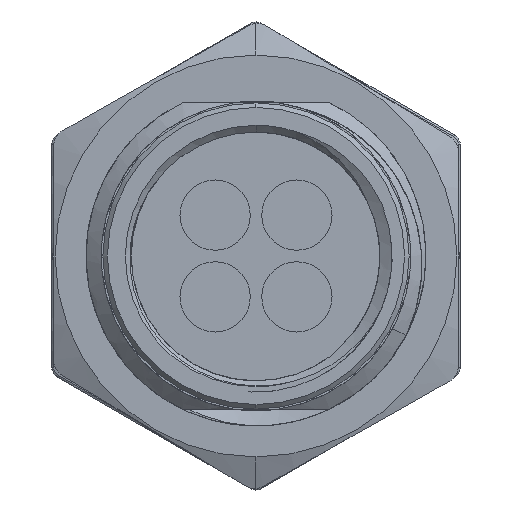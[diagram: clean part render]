
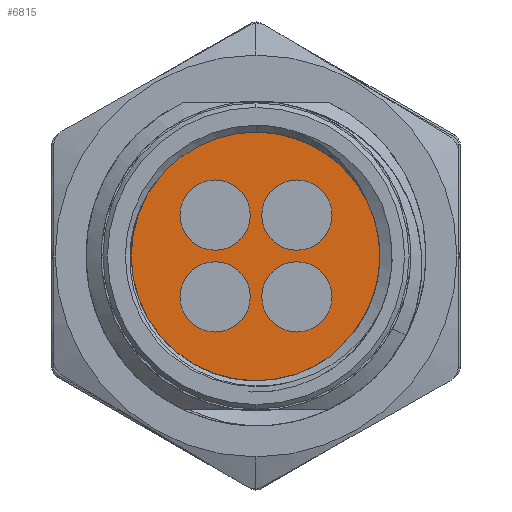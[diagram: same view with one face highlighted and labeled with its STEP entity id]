
A CAD part, left-side view. The second image highlights one B-rep face of the part: STEP entity #6815.
In plain terms, the highlighted planar face has unit normal (-1, 0, 0).
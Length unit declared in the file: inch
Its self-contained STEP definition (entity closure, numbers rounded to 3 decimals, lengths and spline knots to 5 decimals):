
#5 = CARTESIAN_POINT ( 'NONE',  ( -0.76772, -0.12857, 0.17424 ) ) ;
#174 = EDGE_LOOP ( 'NONE', ( #31942, #35754 ) ) ;
#332 = CARTESIAN_POINT ( 'NONE',  ( -0.76772, 0.07099, 0.07099 ) ) ;
#464 = CARTESIAN_POINT ( 'NONE',  ( -0.76772, 0.07099, 0.00997 ) ) ;
#498 = DIRECTION ( 'NONE',  ( 0., 0., 1. ) ) ;
#1507 = DIRECTION ( 'NONE',  ( 0., 0., 1. ) ) ;
#1600 = VERTEX_POINT ( 'NONE', #25483 ) ;
#1950 = CARTESIAN_POINT ( 'NONE',  ( -0.76772, -0.07099, -0.07099 ) ) ;
#2832 = ORIENTED_EDGE ( 'NONE', *, *, #5520, .T. ) ;
#2844 = B_SPLINE_CURVE_WITH_KNOTS ( 'NONE', 3,
 ( #13577, #27572, #34910, #5 ),
 .UNSPECIFIED., .F., .F.,
 ( 4, 4 ),
 ( 0., 0.0008 ),
 .UNSPECIFIED. ) ;
#2988 = ORIENTED_EDGE ( 'NONE', *, *, #3352, .T. ) ;
#3084 = DIRECTION ( 'NONE',  ( 0., 0., 1. ) ) ;
#3175 = EDGE_CURVE ( 'NONE', #20522, #8687, #36997, .T. ) ;
#3352 = EDGE_CURVE ( 'NONE', #27189, #35934, #42194, .T. ) ;
#3366 = VERTEX_POINT ( 'NONE', #14071 ) ;
#3465 = DIRECTION ( 'NONE',  ( -1., 0., 0. ) ) ;
#3772 = CARTESIAN_POINT ( 'NONE',  ( -0.76772, 0.07099, 0.07099 ) ) ;
#4157 = DIRECTION ( 'NONE',  ( -1., 0., 0. ) ) ;
#4585 = AXIS2_PLACEMENT_3D ( 'NONE', #18397, #29639, #15847 ) ;
#5379 = FACE_BOUND ( 'NONE', #30928, .T. ) ;
#5447 = CARTESIAN_POINT ( 'NONE',  ( -0.76772, 0., 0. ) ) ;
#5520 = EDGE_CURVE ( 'NONE', #35934, #26990, #11158, .T. ) ;
#5968 = CARTESIAN_POINT ( 'NONE',  ( -0.76772, -0.12857, -0.17424 ) ) ;
#6815 = ADVANCED_FACE ( 'NONE', ( #42735, #40349, #5379, #12099, #22667 ), #33429, .T. ) ;
#6862 = CARTESIAN_POINT ( 'NONE',  ( -0.76772, -0.12857, 0.17424 ) ) ;
#7141 = DIRECTION ( 'NONE',  ( 0., 0., 1. ) ) ;
#8412 = DIRECTION ( 'NONE',  ( 0., 0., 1. ) ) ;
#8687 = VERTEX_POINT ( 'NONE', #22889 ) ;
#9288 = CIRCLE ( 'NONE', #26873, 0.21654 ) ;
#9309 = DIRECTION ( 'NONE',  ( 1., 0., 0. ) ) ;
#9570 = CARTESIAN_POINT ( 'NONE',  ( -0.76772, -0.14425, -0.16043 ) ) ;
#9712 = ORIENTED_EDGE ( 'NONE', *, *, #26512, .T. ) ;
#10605 = CARTESIAN_POINT ( 'NONE',  ( -0.76772, 0., 0. ) ) ;
#11100 = EDGE_CURVE ( 'NONE', #3366, #18639, #34488, .T. ) ;
#11158 = B_SPLINE_CURVE_WITH_KNOTS ( 'NONE', 3,
 ( #37782, #38009, #9570, #34568 ),
 .UNSPECIFIED., .F., .F.,
 ( 4, 4 ),
 ( 0., 0.0008 ),
 .UNSPECIFIED. ) ;
#11866 = CARTESIAN_POINT ( 'NONE',  ( -0.76772, 0.07099, -0.00997 ) ) ;
#11939 = DIRECTION ( 'NONE',  ( -1., 0., 0. ) ) ;
#12099 = FACE_BOUND ( 'NONE', #174, .T. ) ;
#12402 = EDGE_CURVE ( 'NONE', #25289, #31189, #20585, .T. ) ;
#12525 = DIRECTION ( 'NONE',  ( 0., 0., 1. ) ) ;
#13511 = CIRCLE ( 'NONE', #21683, 0.06102 ) ;
#13577 = CARTESIAN_POINT ( 'NONE',  ( -0.76772, -0.1513, 0.1527 ) ) ;
#13770 = CIRCLE ( 'NONE', #16717, 0.21496 ) ;
#14071 = CARTESIAN_POINT ( 'NONE',  ( -0.76772, 0.07099, 0.13201 ) ) ;
#14364 = DIRECTION ( 'NONE',  ( 1., 0., 0. ) ) ;
#15012 = VERTEX_POINT ( 'NONE', #21479 ) ;
#15847 = DIRECTION ( 'NONE',  ( 0., 0., 1. ) ) ;
#15982 = DIRECTION ( 'NONE',  ( 0., 0., 1. ) ) ;
#16198 = EDGE_LOOP ( 'NONE', ( #17432, #42066 ) ) ;
#16717 = AXIS2_PLACEMENT_3D ( 'NONE', #10605, #4157, #7141 ) ;
#17432 = ORIENTED_EDGE ( 'NONE', *, *, #24998, .T. ) ;
#17779 = DIRECTION ( 'NONE',  ( 0., 0., 1. ) ) ;
#17806 = EDGE_CURVE ( 'NONE', #18639, #3366, #13511, .T. ) ;
#17995 = AXIS2_PLACEMENT_3D ( 'NONE', #34959, #3465, #498 ) ;
#18144 = CARTESIAN_POINT ( 'NONE',  ( -0.76772, 0., 0. ) ) ;
#18397 = CARTESIAN_POINT ( 'NONE',  ( -0.76772, 0.07099, -0.07099 ) ) ;
#18474 = CARTESIAN_POINT ( 'NONE',  ( -0.76772, 0.07099, -0.07099 ) ) ;
#18639 = VERTEX_POINT ( 'NONE', #464 ) ;
#18777 = CARTESIAN_POINT ( 'NONE',  ( -0.76772, -0.1513, -0.1527 ) ) ;
#18781 = DIRECTION ( 'NONE',  ( 0., 0., 1. ) ) ;
#19443 = CARTESIAN_POINT ( 'NONE',  ( -0.76772, -0.07099, -0.07099 ) ) ;
#20106 = CARTESIAN_POINT ( 'NONE',  ( -0.76772, -0.1513, 0.1527 ) ) ;
#20522 = VERTEX_POINT ( 'NONE', #6862 ) ;
#20585 = CIRCLE ( 'NONE', #44839, 0.06102 ) ;
#21479 = CARTESIAN_POINT ( 'NONE',  ( -0.76772, -0.07099, -0.13201 ) ) ;
#21683 = AXIS2_PLACEMENT_3D ( 'NONE', #332, #14364, #42411 ) ;
#22112 = ORIENTED_EDGE ( 'NONE', *, *, #22686, .T. ) ;
#22667 = FACE_OUTER_BOUND ( 'NONE', #39784, .T. ) ;
#22686 = EDGE_CURVE ( 'NONE', #26990, #28494, #13770, .T. ) ;
#22787 = ORIENTED_EDGE ( 'NONE', *, *, #42558, .T. ) ;
#22889 = CARTESIAN_POINT ( 'NONE',  ( -0.76772, 0., 0.21654 ) ) ;
#24021 = CIRCLE ( 'NONE', #39400, 0.06102 ) ;
#24243 = CARTESIAN_POINT ( 'NONE',  ( -0.76772, 0.07099, -0.13201 ) ) ;
#24397 = CIRCLE ( 'NONE', #4585, 0.06102 ) ;
#24901 = AXIS2_PLACEMENT_3D ( 'NONE', #18474, #32683, #17779 ) ;
#24998 = EDGE_CURVE ( 'NONE', #1600, #15012, #31404, .T. ) ;
#25289 = VERTEX_POINT ( 'NONE', #27609 ) ;
#25483 = CARTESIAN_POINT ( 'NONE',  ( -0.76772, -0.07099, -0.00997 ) ) ;
#26079 = DIRECTION ( 'NONE',  ( 1., 0., 0. ) ) ;
#26512 = EDGE_CURVE ( 'NONE', #31189, #25289, #28580, .T. ) ;
#26721 = EDGE_CURVE ( 'NONE', #30643, #38040, #32974, .T. ) ;
#26873 = AXIS2_PLACEMENT_3D ( 'NONE', #5447, #11939, #36487 ) ;
#26990 = VERTEX_POINT ( 'NONE', #18777 ) ;
#27189 = VERTEX_POINT ( 'NONE', #31769 ) ;
#27482 = AXIS2_PLACEMENT_3D ( 'NONE', #39602, #36377, #12525 ) ;
#27572 = CARTESIAN_POINT ( 'NONE',  ( -0.76772, -0.14425, 0.16043 ) ) ;
#27609 = CARTESIAN_POINT ( 'NONE',  ( -0.76772, -0.07099, 0.00997 ) ) ;
#28494 = VERTEX_POINT ( 'NONE', #20106 ) ;
#28580 = CIRCLE ( 'NONE', #32220, 0.06102 ) ;
#28815 = EDGE_CURVE ( 'NONE', #15012, #1600, #24021, .T. ) ;
#29639 = DIRECTION ( 'NONE',  ( -1., 0., 0. ) ) ;
#29761 = DIRECTION ( 'NONE',  ( 0., 0., 1. ) ) ;
#29863 = EDGE_CURVE ( 'NONE', #28494, #20522, #2844, .T. ) ;
#30643 = VERTEX_POINT ( 'NONE', #24243 ) ;
#30928 = EDGE_LOOP ( 'NONE', ( #40096, #32052 ) ) ;
#31189 = VERTEX_POINT ( 'NONE', #35105 ) ;
#31404 = CIRCLE ( 'NONE', #43222, 0.06102 ) ;
#31769 = CARTESIAN_POINT ( 'NONE',  ( -0.76772, 0., -0.21654 ) ) ;
#31942 = ORIENTED_EDGE ( 'NONE', *, *, #37020, .F. ) ;
#32052 = ORIENTED_EDGE ( 'NONE', *, *, #17806, .T. ) ;
#32220 = AXIS2_PLACEMENT_3D ( 'NONE', #43578, #26079, #15982 ) ;
#32683 = DIRECTION ( 'NONE',  ( -1., 0., 0. ) ) ;
#32974 = CIRCLE ( 'NONE', #24901, 0.06102 ) ;
#33429 = PLANE ( 'NONE',  #45243 ) ;
#33661 = DIRECTION ( 'NONE',  ( 1., 0., 0. ) ) ;
#33672 = ORIENTED_EDGE ( 'NONE', *, *, #12402, .T. ) ;
#33880 = ORIENTED_EDGE ( 'NONE', *, *, #3175, .T. ) ;
#34488 = CIRCLE ( 'NONE', #35986, 0.06102 ) ;
#34568 = CARTESIAN_POINT ( 'NONE',  ( -0.76772, -0.1513, -0.1527 ) ) ;
#34910 = CARTESIAN_POINT ( 'NONE',  ( -0.76772, -0.13667, 0.16761 ) ) ;
#34959 = CARTESIAN_POINT ( 'NONE',  ( -0.76772, 0., 0. ) ) ;
#35105 = CARTESIAN_POINT ( 'NONE',  ( -0.76772, -0.07099, 0.13201 ) ) ;
#35754 = ORIENTED_EDGE ( 'NONE', *, *, #26721, .F. ) ;
#35934 = VERTEX_POINT ( 'NONE', #5968 ) ;
#35986 = AXIS2_PLACEMENT_3D ( 'NONE', #3772, #45171, #3084 ) ;
#36377 = DIRECTION ( 'NONE',  ( -1., 0., 0. ) ) ;
#36487 = DIRECTION ( 'NONE',  ( 0., 0., 1. ) ) ;
#36997 = CIRCLE ( 'NONE', #27482, 0.21654 ) ;
#37020 = EDGE_CURVE ( 'NONE', #38040, #30643, #24397, .T. ) ;
#37782 = CARTESIAN_POINT ( 'NONE',  ( -0.76772, -0.12857, -0.17424 ) ) ;
#38009 = CARTESIAN_POINT ( 'NONE',  ( -0.76772, -0.13667, -0.16761 ) ) ;
#38040 = VERTEX_POINT ( 'NONE', #11866 ) ;
#39400 = AXIS2_PLACEMENT_3D ( 'NONE', #1950, #33661, #1507 ) ;
#39602 = CARTESIAN_POINT ( 'NONE',  ( -0.76772, 0., 0. ) ) ;
#39784 = EDGE_LOOP ( 'NONE', ( #2832, #22112, #40211, #33880, #22787, #2988 ) ) ;
#39874 = DIRECTION ( 'NONE',  ( -1., 0., 0. ) ) ;
#40096 = ORIENTED_EDGE ( 'NONE', *, *, #11100, .T. ) ;
#40211 = ORIENTED_EDGE ( 'NONE', *, *, #29863, .T. ) ;
#40349 = FACE_BOUND ( 'NONE', #44929, .T. ) ;
#40765 = CARTESIAN_POINT ( 'NONE',  ( -0.76772, -0.07099, 0.07099 ) ) ;
#42066 = ORIENTED_EDGE ( 'NONE', *, *, #28815, .T. ) ;
#42194 = CIRCLE ( 'NONE', #17995, 0.21654 ) ;
#42411 = DIRECTION ( 'NONE',  ( 0., 0., 1. ) ) ;
#42558 = EDGE_CURVE ( 'NONE', #8687, #27189, #9288, .T. ) ;
#42735 = FACE_BOUND ( 'NONE', #16198, .T. ) ;
#43222 = AXIS2_PLACEMENT_3D ( 'NONE', #19443, #44261, #18781 ) ;
#43578 = CARTESIAN_POINT ( 'NONE',  ( -0.76772, -0.07099, 0.07099 ) ) ;
#44261 = DIRECTION ( 'NONE',  ( 1., 0., 0. ) ) ;
#44839 = AXIS2_PLACEMENT_3D ( 'NONE', #40765, #9309, #29761 ) ;
#44929 = EDGE_LOOP ( 'NONE', ( #9712, #33672 ) ) ;
#45171 = DIRECTION ( 'NONE',  ( 1., 0., 0. ) ) ;
#45243 = AXIS2_PLACEMENT_3D ( 'NONE', #18144, #39874, #8412 ) ;
